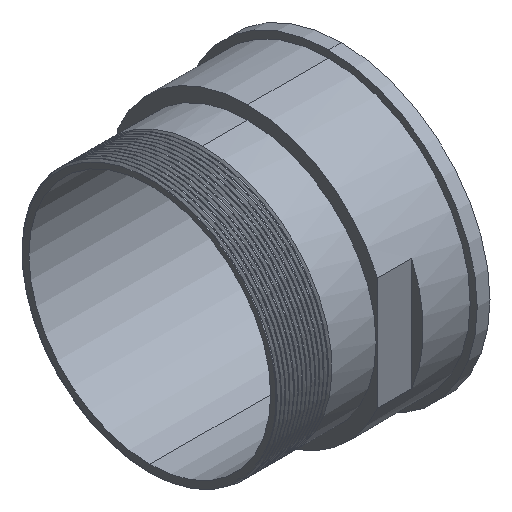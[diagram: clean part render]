
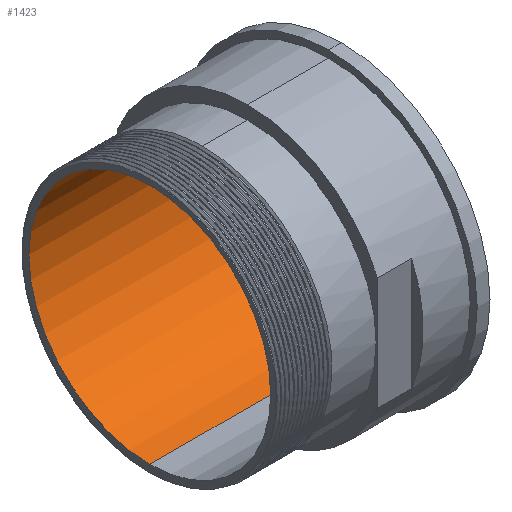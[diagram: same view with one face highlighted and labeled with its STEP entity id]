
A CAD part, isometric view. The second image highlights one B-rep face of the part: STEP entity #1423.
In plain terms, the highlighted cylindrical face has radius 28.4 mm (diameter 56.8 mm), a partial arc.
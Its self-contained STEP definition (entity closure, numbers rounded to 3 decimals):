
#128 = DIRECTION ( 'NONE',  ( -1., 0., 0. ) ) ;
#181 = EDGE_CURVE ( 'NONE', #2577, #1858, #921, .T. ) ;
#241 = EDGE_CURVE ( 'NONE', #2577, #2687, #447, .T. ) ;
#407 = CARTESIAN_POINT ( 'NONE',  ( -45.952, 0., 28.4 ) ) ;
#447 = LINE ( 'NONE', #407, #2914 ) ;
#468 = ORIENTED_EDGE ( 'NONE', *, *, #2553, .T. ) ;
#541 = CARTESIAN_POINT ( 'NONE',  ( -31., 0., 0. ) ) ;
#576 = DIRECTION ( 'NONE',  ( -1., 0., 0. ) ) ;
#730 = CARTESIAN_POINT ( 'NONE',  ( 14., 0., -28.4 ) ) ;
#833 = DIRECTION ( 'NONE',  ( 0., 0., 1. ) ) ;
#858 = CARTESIAN_POINT ( 'NONE',  ( -45.952, 0., -28.4 ) ) ;
#892 = ORIENTED_EDGE ( 'NONE', *, *, #181, .F. ) ;
#921 = CIRCLE ( 'NONE', #1487, 28.4 ) ;
#1057 = CARTESIAN_POINT ( 'NONE',  ( -45.952, 0., 0. ) ) ;
#1152 = VECTOR ( 'NONE', #1371, 1000. ) ;
#1371 = DIRECTION ( 'NONE',  ( -1., 0., 0. ) ) ;
#1405 = ORIENTED_EDGE ( 'NONE', *, *, #241, .T. ) ;
#1409 = CARTESIAN_POINT ( 'NONE',  ( -31., 0., -28.4 ) ) ;
#1423 = ADVANCED_FACE ( 'NONE', ( #2451 ), #3503, .F. ) ;
#1487 = AXIS2_PLACEMENT_3D ( 'NONE', #2319, #128, #3088 ) ;
#1490 = DIRECTION ( 'NONE',  ( -1., 0., 0. ) ) ;
#1621 = LINE ( 'NONE', #858, #1152 ) ;
#1637 = DIRECTION ( 'NONE',  ( 0., 0., 1. ) ) ;
#1654 = CARTESIAN_POINT ( 'NONE',  ( 14., 0., 28.4 ) ) ;
#1858 = VERTEX_POINT ( 'NONE', #730 ) ;
#1860 = DIRECTION ( 'NONE',  ( -1., 0., 0. ) ) ;
#1886 = CIRCLE ( 'NONE', #2967, 28.4 ) ;
#2060 = ORIENTED_EDGE ( 'NONE', *, *, #2449, .F. ) ;
#2071 = CARTESIAN_POINT ( 'NONE',  ( -31., 0., 28.4 ) ) ;
#2319 = CARTESIAN_POINT ( 'NONE',  ( 14., 0., 0. ) ) ;
#2394 = AXIS2_PLACEMENT_3D ( 'NONE', #1057, #1860, #833 ) ;
#2449 = EDGE_CURVE ( 'NONE', #1858, #3471, #1621, .T. ) ;
#2451 = FACE_OUTER_BOUND ( 'NONE', #3214, .T. ) ;
#2553 = EDGE_CURVE ( 'NONE', #2687, #3471, #1886, .T. ) ;
#2577 = VERTEX_POINT ( 'NONE', #1654 ) ;
#2687 = VERTEX_POINT ( 'NONE', #2071 ) ;
#2914 = VECTOR ( 'NONE', #1490, 1000. ) ;
#2967 = AXIS2_PLACEMENT_3D ( 'NONE', #541, #576, #1637 ) ;
#3088 = DIRECTION ( 'NONE',  ( 0., 0., 1. ) ) ;
#3214 = EDGE_LOOP ( 'NONE', ( #2060, #892, #1405, #468 ) ) ;
#3471 = VERTEX_POINT ( 'NONE', #1409 ) ;
#3503 = CYLINDRICAL_SURFACE ( 'NONE', #2394, 28.4 ) ;
